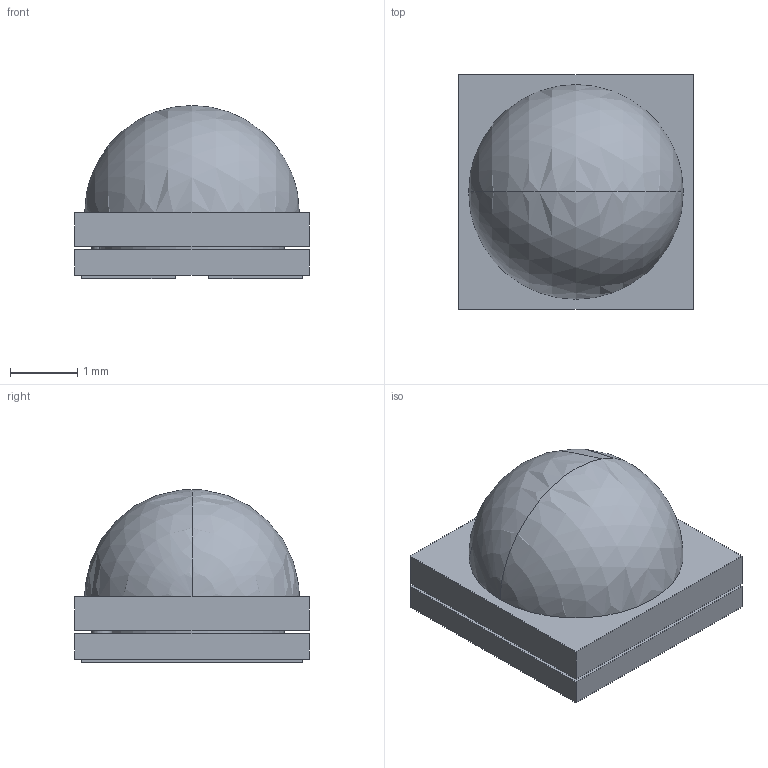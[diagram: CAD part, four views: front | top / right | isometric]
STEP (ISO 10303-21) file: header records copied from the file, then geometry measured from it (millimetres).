
FILE_DESCRIPTION(/* description */ (''),/* implementation_level */ '2;1');
FILE_NAME(/* name */ '5fd1679a2217ec13797832da',/* time_stamp */ '2020-12-10T00:11:07+00:00',/* author */ (''),/* organization */ (''),/* preprocessor_version */ 'ST-DEVELOPER v16.7',/* originating_system */ $,/* authorisation */ $);
FILE_SCHEMA (('AUTOMOTIVE_DESIGN {1 0 10303 214 3 1 1}'));
Length unit declared in the file: metre
Products named in the file (1): XST-3535 Gen2 DF_111920
Bounding box: 3.5 x 3.5 x 2.58 mm (x, y, z)
Volume: 20.1 mm3; surface area: 61.7 mm2
Topology: 1 solids, 2 shells, 44 faces, 109 edges, 70 vertices
Faces by surface type: plane 33, cylinder 9, sphere 2
Full cylindrical faces by diameter (mm): 0.3 x1, 2.25 x1, 2.75 x1
Entity records: 1445 total; most frequent: CARTESIAN_POINT 217, DIRECTION 213, ORIENTED_EDGE 204, EDGE_CURVE 102, LINE 81, VECTOR 81, VERTEX_POINT 70, AXIS2_PLACEMENT_3D 66
